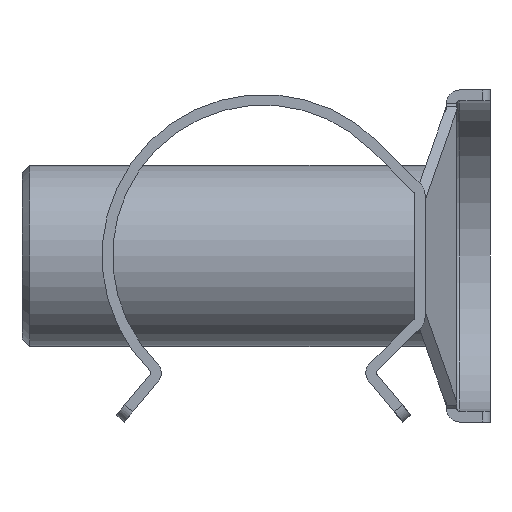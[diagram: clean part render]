
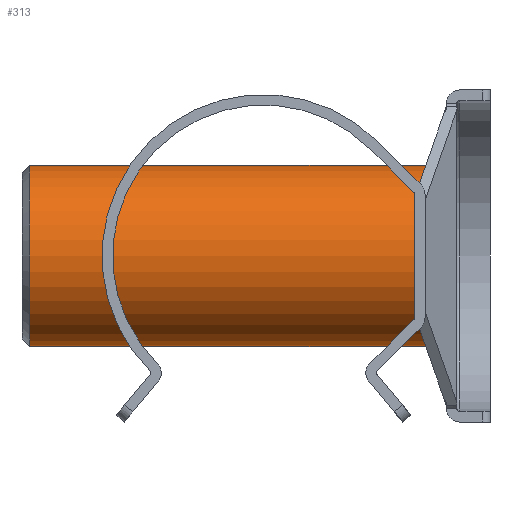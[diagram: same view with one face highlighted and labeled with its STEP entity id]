
A CAD part, front view. The second image highlights one B-rep face of the part: STEP entity #313.
In plain terms, the highlighted cylindrical face has radius 6 mm (diameter 12 mm), a full revolution.
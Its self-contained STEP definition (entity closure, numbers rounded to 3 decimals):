
#23 = ORIENTED_EDGE ( 'NONE', *, *, #1532, .F. ) ;
#113 = FACE_OUTER_BOUND ( 'NONE', #1032, .T. ) ;
#146 = DIRECTION ( 'NONE',  ( -1., 0., 0. ) ) ;
#313 = ADVANCED_FACE ( 'NONE', ( #1084, #113 ), #1578, .T. ) ;
#380 = VERTEX_POINT ( 'NONE', #2014 ) ;
#428 = DIRECTION ( 'NONE',  ( 0., 1., 0. ) ) ;
#464 = CARTESIAN_POINT ( 'NONE',  ( -15.5, 0., 0. ) ) ;
#542 = EDGE_LOOP ( 'NONE', ( #23 ) ) ;
#594 = DIRECTION ( 'NONE',  ( 0., 0., 1. ) ) ;
#642 = DIRECTION ( 'NONE',  ( 1., 0., 0. ) ) ;
#697 = AXIS2_PLACEMENT_3D ( 'NONE', #1608, #642, #428 ) ;
#872 = CIRCLE ( 'NONE', #1049, 6. ) ;
#942 = CIRCLE ( 'NONE', #697, 6. ) ;
#954 = EDGE_CURVE ( 'NONE', #380, #380, #942, .T. ) ;
#1032 = EDGE_LOOP ( 'NONE', ( #1319 ) ) ;
#1038 = VERTEX_POINT ( 'NONE', #1880 ) ;
#1049 = AXIS2_PLACEMENT_3D ( 'NONE', #464, #146, #2116 ) ;
#1084 = FACE_OUTER_BOUND ( 'NONE', #542, .T. ) ;
#1319 = ORIENTED_EDGE ( 'NONE', *, *, #954, .F. ) ;
#1413 = CARTESIAN_POINT ( 'NONE',  ( -16., 0., 0. ) ) ;
#1532 = EDGE_CURVE ( 'NONE', #1038, #1038, #872, .T. ) ;
#1578 = CYLINDRICAL_SURFACE ( 'NONE', #1831, 6. ) ;
#1608 = CARTESIAN_POINT ( 'NONE',  ( 12.1, 0., 0. ) ) ;
#1831 = AXIS2_PLACEMENT_3D ( 'NONE', #1413, #1921, #594 ) ;
#1880 = CARTESIAN_POINT ( 'NONE',  ( -15.5, 0., 6. ) ) ;
#1921 = DIRECTION ( 'NONE',  ( -1., 0., 0. ) ) ;
#2014 = CARTESIAN_POINT ( 'NONE',  ( 12.1, 6., 0. ) ) ;
#2116 = DIRECTION ( 'NONE',  ( 0., 0., 1. ) ) ;
